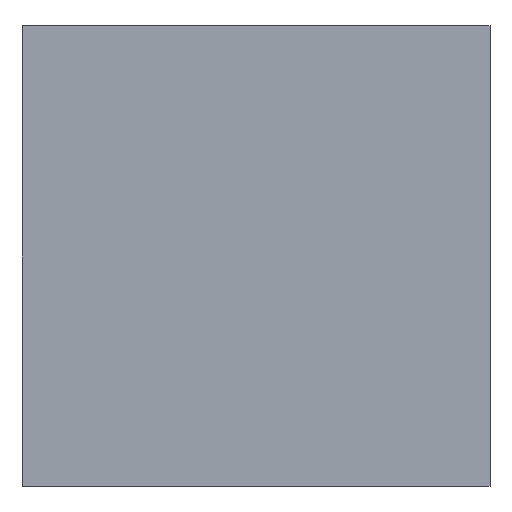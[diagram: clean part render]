
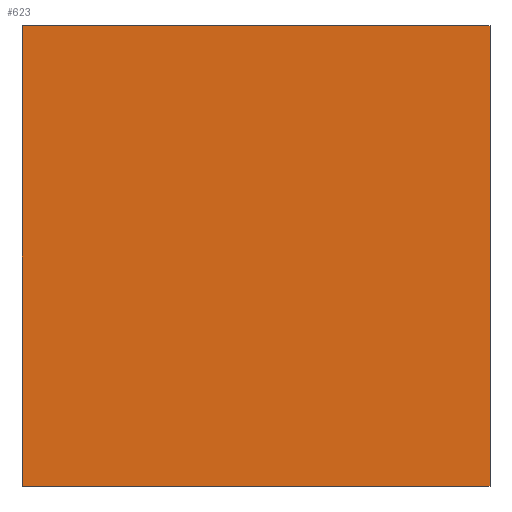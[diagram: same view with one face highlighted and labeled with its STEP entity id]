
A CAD part, front view. The second image highlights one B-rep face of the part: STEP entity #623.
In plain terms, the highlighted planar face has unit normal (0, -1, 0).
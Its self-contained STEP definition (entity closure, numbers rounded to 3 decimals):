
#61 = EDGE_CURVE ( 'NONE', #731, #388, #1287, .T. ) ;
#111 = CARTESIAN_POINT ( 'NONE',  ( 21., 0., 41.3 ) ) ;
#149 = CARTESIAN_POINT ( 'NONE',  ( -21., 0., 0. ) ) ;
#194 = ORIENTED_EDGE ( 'NONE', *, *, #740, .T. ) ;
#206 = VECTOR ( 'NONE', #786, 1000. ) ;
#229 = CARTESIAN_POINT ( 'NONE',  ( 21., 0., 41.3 ) ) ;
#301 = DIRECTION ( 'NONE',  ( 0., 0., 1. ) ) ;
#343 = VECTOR ( 'NONE', #301, 1000. ) ;
#374 = CARTESIAN_POINT ( 'NONE',  ( -21., 0., 40.022 ) ) ;
#379 = LINE ( 'NONE', #229, #1336 ) ;
#388 = VERTEX_POINT ( 'NONE', #111 ) ;
#408 = EDGE_CURVE ( 'NONE', #1451, #923, #452, .T. ) ;
#452 = LINE ( 'NONE', #374, #777 ) ;
#460 = ORIENTED_EDGE ( 'NONE', *, *, #61, .T. ) ;
#563 = DIRECTION ( 'NONE',  ( 0., -1., 0. ) ) ;
#623 = ADVANCED_FACE ( 'NONE', ( #1165 ), #1349, .T. ) ;
#671 = DIRECTION ( 'NONE',  ( 0., 0., -1. ) ) ;
#731 = VERTEX_POINT ( 'NONE', #1147 ) ;
#740 = EDGE_CURVE ( 'NONE', #388, #1451, #379, .T. ) ;
#777 = VECTOR ( 'NONE', #1401, 1000. ) ;
#786 = DIRECTION ( 'NONE',  ( -1., 0., 0. ) ) ;
#816 = DIRECTION ( 'NONE',  ( -1., 0., 0. ) ) ;
#865 = CARTESIAN_POINT ( 'NONE',  ( -21., 0., 41.3 ) ) ;
#866 = CARTESIAN_POINT ( 'NONE',  ( 21., 0., 40.022 ) ) ;
#884 = CARTESIAN_POINT ( 'NONE',  ( 21., 0., 40.022 ) ) ;
#923 = VERTEX_POINT ( 'NONE', #149 ) ;
#1041 = ORIENTED_EDGE ( 'NONE', *, *, #1160, .F. ) ;
#1147 = CARTESIAN_POINT ( 'NONE',  ( 21., 0., 0. ) ) ;
#1160 = EDGE_CURVE ( 'NONE', #731, #923, #1284, .T. ) ;
#1165 = FACE_OUTER_BOUND ( 'NONE', #1436, .T. ) ;
#1233 = CARTESIAN_POINT ( 'NONE',  ( 21., 0., 0. ) ) ;
#1244 = AXIS2_PLACEMENT_3D ( 'NONE', #884, #563, #671 ) ;
#1284 = LINE ( 'NONE', #1233, #206 ) ;
#1287 = LINE ( 'NONE', #866, #343 ) ;
#1308 = ORIENTED_EDGE ( 'NONE', *, *, #408, .T. ) ;
#1336 = VECTOR ( 'NONE', #816, 1000. ) ;
#1349 = PLANE ( 'NONE',  #1244 ) ;
#1401 = DIRECTION ( 'NONE',  ( 0., 0., -1. ) ) ;
#1436 = EDGE_LOOP ( 'NONE', ( #460, #194, #1308, #1041 ) ) ;
#1451 = VERTEX_POINT ( 'NONE', #865 ) ;
